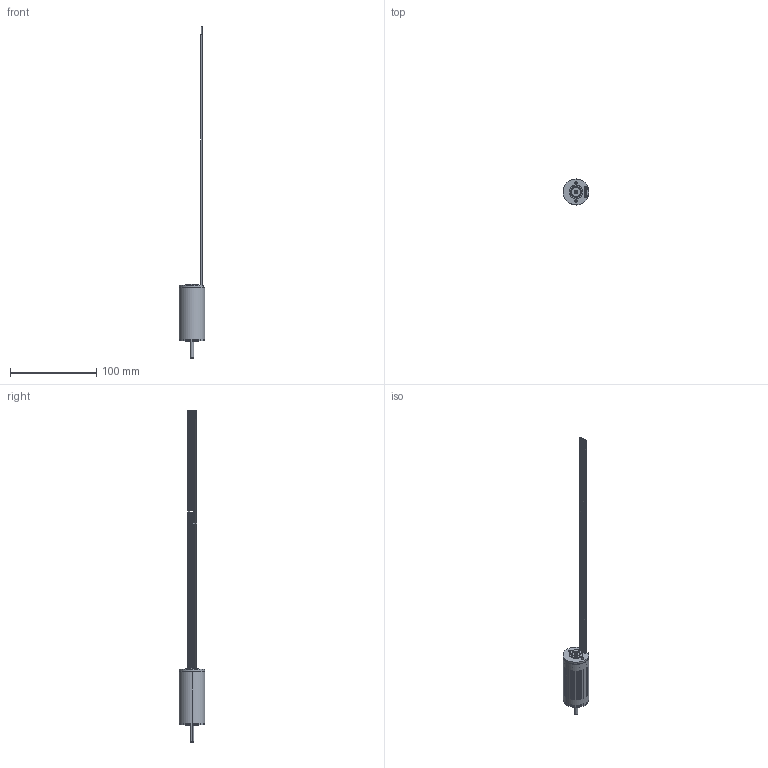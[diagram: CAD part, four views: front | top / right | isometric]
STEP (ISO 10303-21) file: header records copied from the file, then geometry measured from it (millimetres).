
FILE_DESCRIPTION((''),'2;1');
FILE_NAME('4611180000301_ASM','2022-04-11T11:22:09',('MS05792'),(''),'CREO PARAMETRIC BY PTC INC, 2018100','CREO PARAMETRIC BY PTC INC, 2018100','');
FILE_SCHEMA(('CONFIG_CONTROL_DESIGN'));
Length unit declared in the file: millimetre
Products named in the file (26): 4219130000507; 4613101100214; 4613102000751_ASM; 4613104500043_AF3; 4394000100404; 4613102300052_ASM; 4219121304941; 3698151100240; 4331101000722; 4332101105179; 4394000100482; 4693220001089; 4394000100478; 4613107700028_ASM; 4219120100583; 4713101002988; 4715450000171; 4713120011510_ASM; 4634140208588_AF0; 4713120011511_ASM; 4394000100388; 4219121304942; 4294440200192; 3627410000324; 4613152000022_ASM; 4611180000301_ASM
Assembly tree (144 placements, depth 5):
  4611180000301_ASM
    4613152000022_ASM
      4613102300052_ASM
        4219130000507
        4613102000751_ASM
          4613101100214  x116
        4613104500043_AF3
        4394000100404
      4219121304941
      3698151100240
      4331101000722  x2
      4613107700028_ASM
        4332101105179
        4394000100482
        4693220001089  x2
        4394000100478
      4713120011511_ASM
        4219120100583
        4713120011510_ASM
          4713101002988
          4715450000171  x3
        4634140208588_AF0
      4394000100388
      4219121304942
      4294440200192
      3627410000324
Bounding box: 30 x 30 x 383.88 mm (x, y, z)
Volume: 42943.2 mm3; surface area: 126777.4 mm2
Topology: 145 solids, 149 shells, 7001 faces, 14265 edges, 9452 vertices
Faces by surface type: cylinder 4435, plane 2417, torus 77, cone 68, bspline 4
Entity records: 23264 total; most frequent: CARTESIAN_POINT 5721, DIRECTION 4196, ORIENTED_EDGE 3018, AXIS2_PLACEMENT_3D 1715, EDGE_CURVE 1517, VERTEX_POINT 972, EDGE_LOOP 783, VECTOR 766
